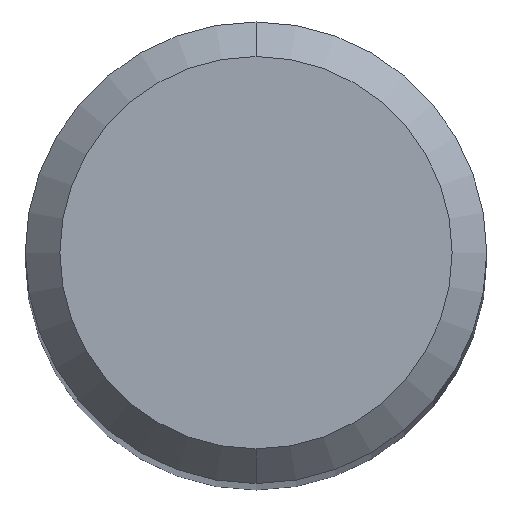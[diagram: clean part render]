
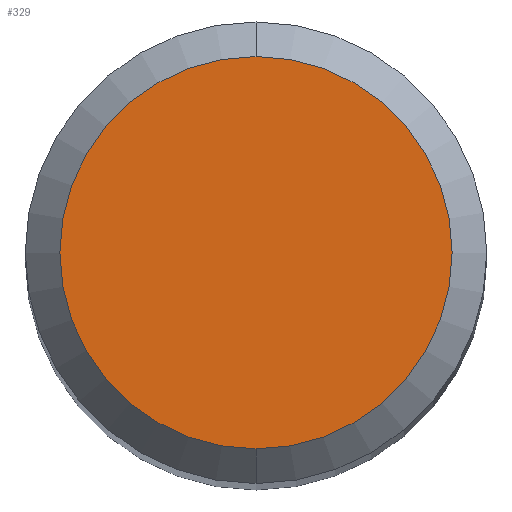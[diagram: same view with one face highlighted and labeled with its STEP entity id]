
A CAD part, top view. The second image highlights one B-rep face of the part: STEP entity #329.
In plain terms, the highlighted planar face has unit normal (0, 0, 1).
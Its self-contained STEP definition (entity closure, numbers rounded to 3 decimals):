
#211=VERTEX_POINT('',#532);
#311=VERTEX_POINT('',#643);
#321=EDGE_CURVE('',#311,#211,#654,.T.);
#329=ADVANCED_FACE('',(#663),#664,.T.);
#391=EDGE_CURVE('',#211,#311,#731,.T.);
#532=CARTESIAN_POINT('',(0.0,1.7,0.0));
#643=CARTESIAN_POINT('',(0.,-1.7,0.0));
#654=CIRCLE('',#1137,1.7);
#663=FACE_OUTER_BOUND('',#1157,.T.);
#664=PLANE('',#1158);
#731=CIRCLE('',#1261,1.7);
#1137=AXIS2_PLACEMENT_3D('',#1658,#1659,#1660);
#1157=EDGE_LOOP('',(#1673,#1674));
#1158=AXIS2_PLACEMENT_3D('',#1675,#1676,#1677);
#1261=AXIS2_PLACEMENT_3D('',#1740,#1741,#1742);
#1658=CARTESIAN_POINT('',(0.0,0.0,0.0));
#1659=DIRECTION('',(0.0,0.0,-1.0));
#1660=DIRECTION('',(0.0,1.0,0.0));
#1673=ORIENTED_EDGE('',*,*,#391,.F.);
#1674=ORIENTED_EDGE('',*,*,#321,.F.);
#1675=CARTESIAN_POINT('',(0.0,0.85,0.0));
#1676=DIRECTION('',(-0.0,0.0,1.0));
#1677=DIRECTION('',(0.0,-1.0,0.0));
#1740=CARTESIAN_POINT('',(0.0,0.0,0.0));
#1741=DIRECTION('',(0.0,0.0,-1.0));
#1742=DIRECTION('',(0.0,1.0,0.0));
